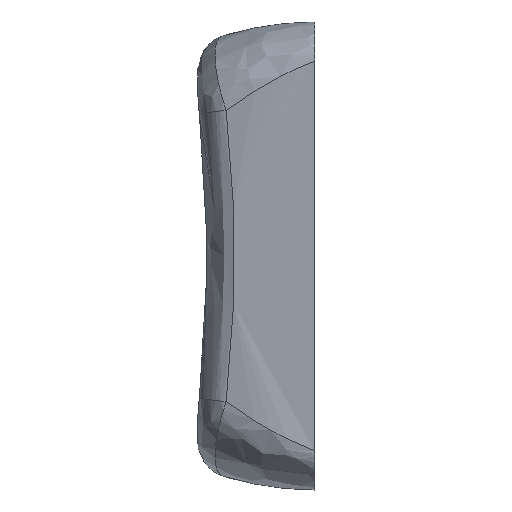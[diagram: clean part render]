
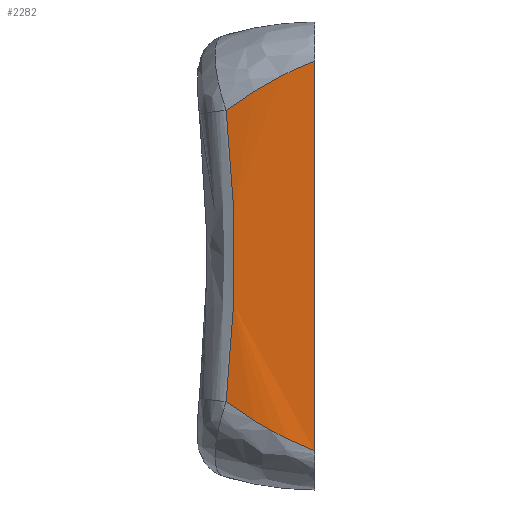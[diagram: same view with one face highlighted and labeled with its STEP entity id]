
A CAD part, left-side view. The second image highlights one B-rep face of the part: STEP entity #2282.
In plain terms, the highlighted free-form (B-spline) face has degree [1, 2] with [2, 3] control points.
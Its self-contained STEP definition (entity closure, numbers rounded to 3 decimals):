
#15=(
BOUNDED_SURFACE()
B_SPLINE_SURFACE(1,2,((#5373,#5374,#5375),(#5376,#5377,#5378)),
 .UNSPECIFIED.,.F.,.F.,.F.)
B_SPLINE_SURFACE_WITH_KNOTS((2,2),(3,3),(-0.239,0.239),
(-0.164,0.),.UNSPECIFIED.)
GEOMETRIC_REPRESENTATION_ITEM()
RATIONAL_B_SPLINE_SURFACE(((1.,0.997,1.),(1.,0.997,
1.)))
REPRESENTATION_ITEM('')
SURFACE()
);
#200=FACE_OUTER_BOUND('',#330,.T.);
#330=EDGE_LOOP('',(#2019,#2020,#2021,#2022,#2023,#2024));
#405=B_SPLINE_CURVE_WITH_KNOTS('',3,(#5346,#5347,#5348,#5349),
 .UNSPECIFIED.,.F.,.F.,(4,4),(0.,0.256),
 .UNSPECIFIED.);
#406=B_SPLINE_CURVE_WITH_KNOTS('',3,(#5351,#5352,#5353,#5354),
 .UNSPECIFIED.,.F.,.F.,(4,4),(0.256,0.385),
 .UNSPECIFIED.);
#409=B_SPLINE_CURVE_WITH_KNOTS('',3,(#5381,#5382,#5383,#5384),
 .UNSPECIFIED.,.F.,.F.,(4,4),(0.033,0.162),
 .UNSPECIFIED.);
#410=B_SPLINE_CURVE_WITH_KNOTS('',3,(#5385,#5386,#5387,#5388),
 .UNSPECIFIED.,.F.,.F.,(4,4),(-1.116,0.),.UNSPECIFIED.);
#411=B_SPLINE_CURVE_WITH_KNOTS('',3,(#5389,#5390,#5391,#5392),
 .UNSPECIFIED.,.F.,.F.,(4,4),(0.162,0.418),
 .UNSPECIFIED.);
#424=LINE('',#2909,#650);
#650=VECTOR('',#2432,10.);
#877=VERTEX_POINT('',#2900);
#878=VERTEX_POINT('',#2908);
#1075=VERTEX_POINT('',#5345);
#1076=VERTEX_POINT('',#5350);
#1078=VERTEX_POINT('',#5379);
#1079=VERTEX_POINT('',#5380);
#1089=EDGE_CURVE('',#877,#878,#424,.T.);
#1397=EDGE_CURVE('',#878,#1075,#405,.T.);
#1398=EDGE_CURVE('',#1075,#1076,#406,.T.);
#1401=EDGE_CURVE('',#1078,#1079,#409,.T.);
#1402=EDGE_CURVE('',#1076,#1078,#410,.T.);
#1403=EDGE_CURVE('',#1079,#877,#411,.T.);
#2019=ORIENTED_EDGE('',*,*,#1401,.F.);
#2020=ORIENTED_EDGE('',*,*,#1402,.F.);
#2021=ORIENTED_EDGE('',*,*,#1398,.F.);
#2022=ORIENTED_EDGE('',*,*,#1397,.F.);
#2023=ORIENTED_EDGE('',*,*,#1089,.F.);
#2024=ORIENTED_EDGE('',*,*,#1403,.F.);
#2282=ADVANCED_FACE('',(#200),#15,.F.);
#2432=DIRECTION('',(0.,0.,-1.));
#2900=CARTESIAN_POINT('',(44.575,3.5,7.45));
#2908=CARTESIAN_POINT('',(44.575,3.5,-7.45));
#2909=CARTESIAN_POINT('',(44.575,3.5,0.));
#5345=CARTESIAN_POINT('',(44.767,5.8,-6.305));
#5346=CARTESIAN_POINT('Ctrl Pts',(44.575,3.5,-7.45));
#5347=CARTESIAN_POINT('Ctrl Pts',(44.575,4.291,-7.144));
#5348=CARTESIAN_POINT('Ctrl Pts',(44.645,5.065,-6.758));
#5349=CARTESIAN_POINT('Ctrl Pts',(44.767,5.8,-6.305));
#5350=CARTESIAN_POINT('',(44.991,6.882,-5.571));
#5351=CARTESIAN_POINT('Ctrl Pts',(44.767,5.8,-6.305));
#5352=CARTESIAN_POINT('Ctrl Pts',(44.829,6.171,-6.077));
#5353=CARTESIAN_POINT('Ctrl Pts',(44.905,6.533,-5.832));
#5354=CARTESIAN_POINT('Ctrl Pts',(44.991,6.882,-5.571));
#5373=CARTESIAN_POINT('Ctrl Pts',(44.991,6.882,-7.45));
#5374=CARTESIAN_POINT('Ctrl Pts',(44.575,5.202,-7.45));
#5375=CARTESIAN_POINT('Ctrl Pts',(44.575,3.5,-7.45));
#5376=CARTESIAN_POINT('Ctrl Pts',(44.991,6.882,7.45));
#5377=CARTESIAN_POINT('Ctrl Pts',(44.575,5.202,7.45));
#5378=CARTESIAN_POINT('Ctrl Pts',(44.575,3.5,7.45));
#5379=CARTESIAN_POINT('',(44.991,6.882,5.571));
#5380=CARTESIAN_POINT('',(44.767,5.8,6.305));
#5381=CARTESIAN_POINT('Ctrl Pts',(44.991,6.882,5.571));
#5382=CARTESIAN_POINT('Ctrl Pts',(44.905,6.533,5.831));
#5383=CARTESIAN_POINT('Ctrl Pts',(44.829,6.171,6.077));
#5384=CARTESIAN_POINT('Ctrl Pts',(44.767,5.8,6.305));
#5385=CARTESIAN_POINT('Ctrl Pts',(44.991,6.882,-5.571));
#5386=CARTESIAN_POINT('Ctrl Pts',(44.886,6.456,-1.872));
#5387=CARTESIAN_POINT('Ctrl Pts',(44.886,6.456,1.872));
#5388=CARTESIAN_POINT('Ctrl Pts',(44.991,6.882,5.571));
#5389=CARTESIAN_POINT('Ctrl Pts',(44.767,5.8,6.305));
#5390=CARTESIAN_POINT('Ctrl Pts',(44.645,5.065,6.758));
#5391=CARTESIAN_POINT('Ctrl Pts',(44.575,4.291,7.144));
#5392=CARTESIAN_POINT('Ctrl Pts',(44.575,3.5,7.45));
